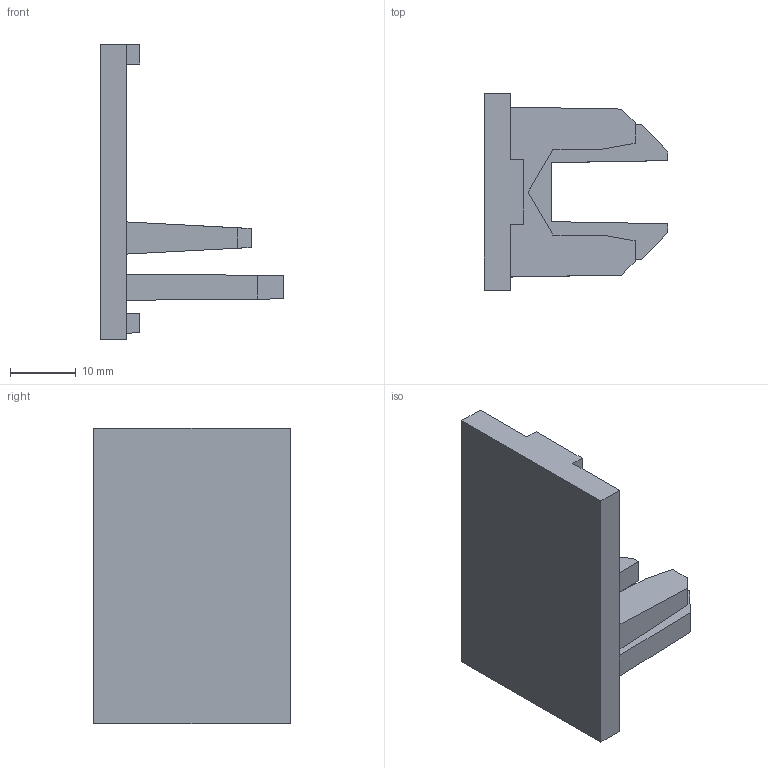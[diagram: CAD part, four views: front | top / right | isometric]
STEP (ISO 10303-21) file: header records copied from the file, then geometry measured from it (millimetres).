
FILE_DESCRIPTION(('STEP AP214'),'1');
FILE_NAME('cctmp_D4A74FBF-B5C1-48B4-898D-E647C21A202D_2020_1_20_10_25_54_764..stp','2020-01-20T09:25:54',('Bosch Rexroth AG'),('CADClick - www.CADClick.com'),'Spatial InterOp 3D',' ','unknown authorization - (Healing Option Enabled)');
FILE_SCHEMA(('AUTOMOTIVE_DESIGN'));
Length unit declared in the file: millimetre
Products named in the file (1): 2020_01_20__10-25-54-764
Bounding box: 28 x 30 x 45.03 mm (x, y, z)
Volume: 7940.2 mm3; surface area: 5115.7 mm2
Topology: 1 solids, 1 shells, 40 faces, 105 edges, 70 vertices
Faces by surface type: plane 40
Entity records: 1553 total; most frequent: CARTESIAN_POINT 216, ORIENTED_EDGE 210, DIRECTION 187, EDGE_CURVE 105, LINE 105, VECTOR 105, VERTEX_POINT 70, EDGE_LOOP 43
